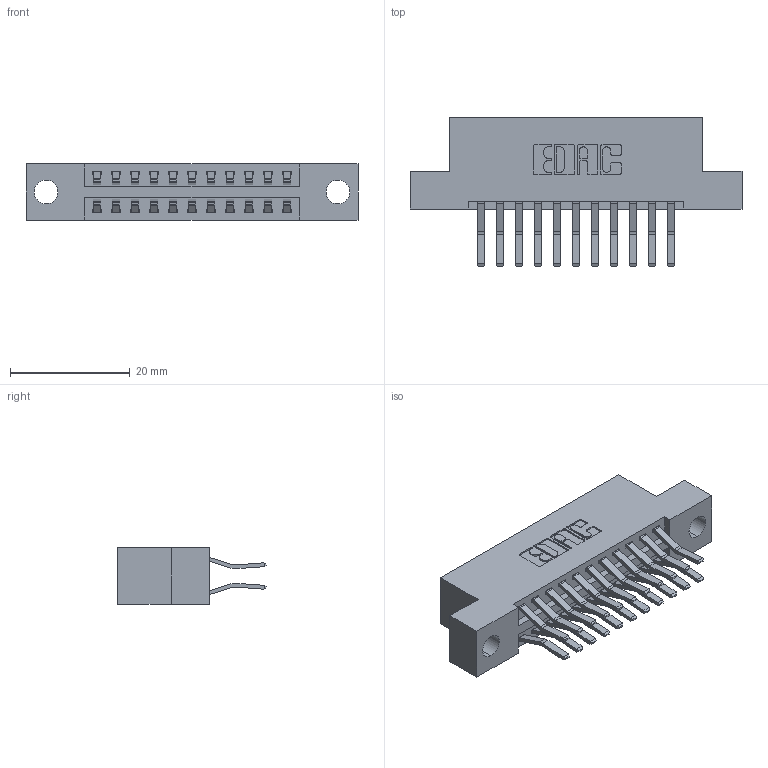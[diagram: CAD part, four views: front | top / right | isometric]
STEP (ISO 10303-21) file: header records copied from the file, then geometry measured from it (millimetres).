
FILE_DESCRIPTION (( 'STEP AP203' ), '1' );
FILE_NAME ('346-022-560-204.STEP', '2022-05-18T22:21:59', ( '' ), ( '' ), 'SwSTEP 2.0', 'SolidWorks 2020', '' );
FILE_SCHEMA (( 'CONFIG_CONTROL_DESIGN' ));
Length unit declared in the file: inch
Products named in the file (3): 346-022-560-204; 345-292-001_560 Tail; 346 Part_Flush Mounting Lugs - 0.156 Dia-TH
Assembly tree (23 placements, depth 2):
  346-022-560-204
    346 Part_Flush Mounting Lugs - 0.156 Dia-TH
    345-292-001_560 Tail  x22
Bounding box: 55.5 x 24.78 x 9.4 mm (x, y, z)
Volume: 5209.3 mm3; surface area: 6905.9 mm2
Topology: 23 solids, 23 shells, 1324 faces, 3907 edges, 2574 vertices
Faces by surface type: plane 860, cylinder 464
Entity records: 11859 total; most frequent: CARTESIAN_POINT 2002, ORIENTED_EDGE 1934, DIRECTION 1819, EDGE_CURVE 967, LINE 787, VECTOR 787, VERTEX_POINT 642, AXIS2_PLACEMENT_3D 516
